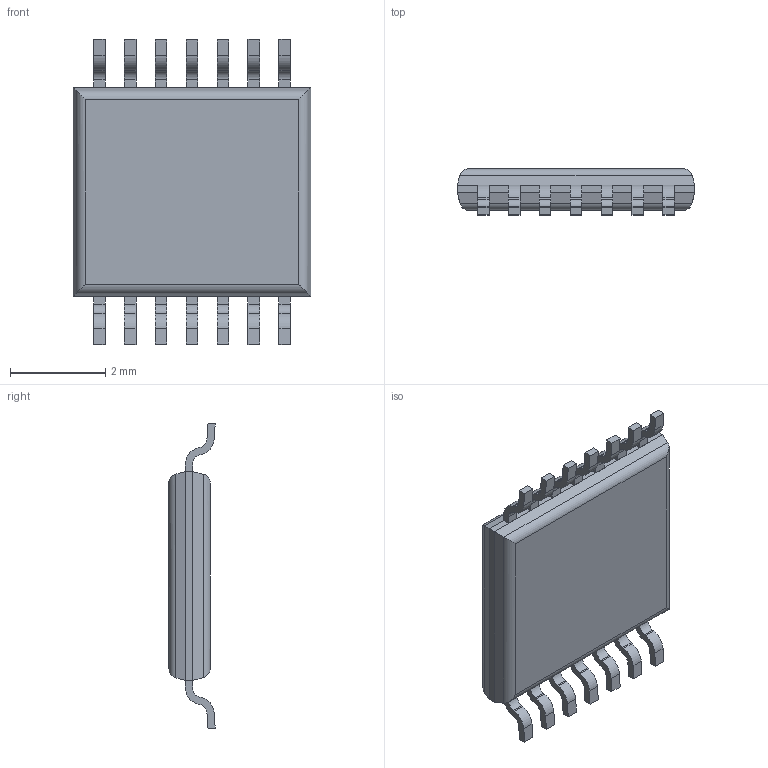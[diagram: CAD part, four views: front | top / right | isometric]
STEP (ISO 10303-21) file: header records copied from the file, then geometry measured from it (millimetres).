
FILE_DESCRIPTION (( '3D model for products with SOT402-1 package' ), '1' );
FILE_NAME ('SOT402.STEP', '2019-08-07T08:56:12', ( 'Packaging R&D' ), ( 'Nexperia' ), 'SwSTEP 2.0', 'SolidWorks 2018', '' );
FILE_SCHEMA (( 'AUTOMOTIVE_DESIGN' ));
Length unit declared in the file: millimetre
Products named in the file (3): SOT402; SOT402 Lead; mold body
Assembly tree (15 placements, depth 2):
  SOT402
    mold body
    SOT402 Lead  x14
Bounding box: 5 x 0.97 x 6.42 mm (x, y, z)
Volume: 19 mm3; surface area: 70.6 mm2
Topology: 15 solids, 15 shells, 251 faces, 635 edges, 418 vertices
Faces by surface type: plane 170, cylinder 81
Entity records: 2220 total; most frequent: CARTESIAN_POINT 384, DIRECTION 375, ORIENTED_EDGE 334, EDGE_CURVE 167, AXIS2_PLACEMENT_3D 129, LINE 117, VECTOR 117, VERTEX_POINT 106
